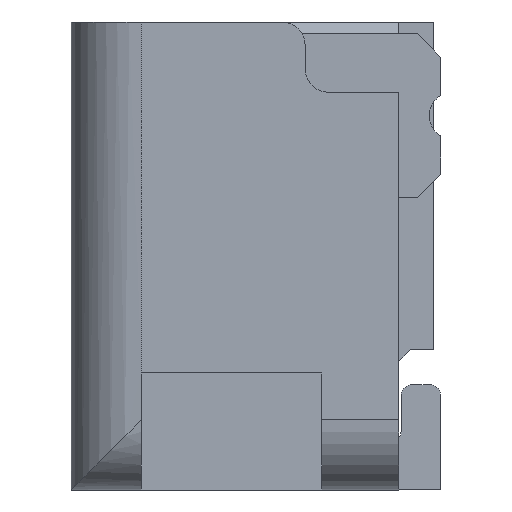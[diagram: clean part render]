
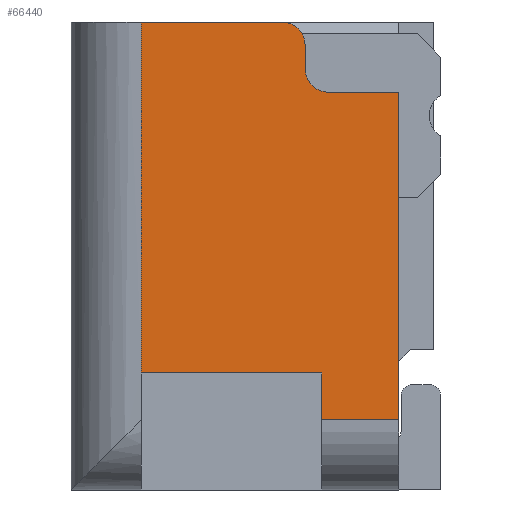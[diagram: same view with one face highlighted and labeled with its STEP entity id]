
A CAD part, left-side view. The second image highlights one B-rep face of the part: STEP entity #66440.
In plain terms, the highlighted planar face has unit normal (-1, 0, 0).
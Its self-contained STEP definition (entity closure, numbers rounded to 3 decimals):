
#31710=CARTESIAN_POINT('',(4.5,0.59,2.03));
#31720=VERTEX_POINT('',#31710);
#31750=CARTESIAN_POINT('',(4.5,0.,2.03));
#31760=DIRECTION('',(0.,1.,0.));
#31770=VECTOR('',#31760,1.);
#31780=LINE('',#31750,#31770);
#31790=CARTESIAN_POINT('',(4.5,1.19,2.03));
#31800=VERTEX_POINT('',#31790);
#31810=EDGE_CURVE('',#31720,#31800,#31780,.T.);
#40950=CARTESIAN_POINT('',(4.5,0.09,0.33));
#40960=VERTEX_POINT('',#40950);
#40990=CARTESIAN_POINT('',(4.5,0.09,0.));
#41000=DIRECTION('',(0.,0.,1.));
#41010=VECTOR('',#41000,1.);
#41020=LINE('',#40990,#41010);
#41030=CARTESIAN_POINT('',(4.5,0.09,1.73));
#41040=VERTEX_POINT('',#41030);
#41050=EDGE_CURVE('',#40960,#41040,#41020,.T.);
#43770=CARTESIAN_POINT('',(4.5,1.19,0.));
#43780=DIRECTION('',(0.,0.,-1.));
#43790=VECTOR('',#43780,1.);
#43800=LINE('',#43770,#43790);
#43810=CARTESIAN_POINT('',(4.5,1.19,0.53));
#43820=VERTEX_POINT('',#43810);
#43830=EDGE_CURVE('',#31800,#43820,#43800,.T.);
#64510=CARTESIAN_POINT('',(4.5,0.,0.53));
#64520=DIRECTION('',(0.,-1.,0.));
#64530=VECTOR('',#64520,1.);
#64540=LINE('',#64510,#64530);
#64550=CARTESIAN_POINT('',(4.5,0.42,0.53));
#64560=VERTEX_POINT('',#64550);
#64570=EDGE_CURVE('',#43820,#64560,#64540,.T.);
#65870=CARTESIAN_POINT('',(4.5,0.067,2.082));
#65880=DIRECTION('',(-1.,0.,0.));
#65890=DIRECTION('',(0.,1.,0.));
#65900=AXIS2_PLACEMENT_3D('',#65870,#65880,#65890);
#65910=PLANE('',#65900);
#65920=CARTESIAN_POINT('',(4.5,0.42,0.));
#65930=DIRECTION('',(0.,0.,-1.));
#65940=VECTOR('',#65930,1.);
#65950=LINE('',#65920,#65940);
#65960=CARTESIAN_POINT('',(4.5,0.42,0.33));
#65970=VERTEX_POINT('',#65960);
#65980=EDGE_CURVE('',#64560,#65970,#65950,.T.);
#65990=ORIENTED_EDGE('',*,*,#65980,.T.);
#66000=ORIENTED_EDGE('',*,*,#64570,.T.);
#66010=ORIENTED_EDGE('',*,*,#43830,.T.);
#66020=ORIENTED_EDGE('',*,*,#31810,.T.);
#66030=CARTESIAN_POINT('',(4.5,0.59,1.93));
#66040=DIRECTION('',(1.,0.,0.));
#66050=DIRECTION('',(0.,-1.,0.));
#66060=AXIS2_PLACEMENT_3D('',#66030,#66040,#66050);
#66070=CIRCLE('',#66060,0.1);
#66080=CARTESIAN_POINT('',(4.5,0.49,1.93));
#66090=VERTEX_POINT('',#66080);
#66100=EDGE_CURVE('',#31720,#66090,#66070,.T.);
#66110=ORIENTED_EDGE('',*,*,#66100,.F.);
#66120=CARTESIAN_POINT('',(4.5,0.49,0.));
#66130=DIRECTION('',(0.,0.,-1.));
#66140=VECTOR('',#66130,1.);
#66150=LINE('',#66120,#66140);
#66160=CARTESIAN_POINT('',(4.5,0.49,1.83));
#66170=VERTEX_POINT('',#66160);
#66180=EDGE_CURVE('',#66090,#66170,#66150,.T.);
#66190=ORIENTED_EDGE('',*,*,#66180,.F.);
#66200=CARTESIAN_POINT('',(4.5,0.39,1.83));
#66210=DIRECTION('',(-1.,0.,0.));
#66220=DIRECTION('',(0.,1.,0.));
#66230=AXIS2_PLACEMENT_3D('',#66200,#66210,#66220);
#66240=CIRCLE('',#66230,0.1);
#66250=CARTESIAN_POINT('',(4.5,0.39,1.73));
#66260=VERTEX_POINT('',#66250);
#66270=EDGE_CURVE('',#66170,#66260,#66240,.T.);
#66280=ORIENTED_EDGE('',*,*,#66270,.F.);
#66290=CARTESIAN_POINT('',(4.5,0.,1.73));
#66300=DIRECTION('',(0.,-1.,0.));
#66310=VECTOR('',#66300,1.);
#66320=LINE('',#66290,#66310);
#66330=EDGE_CURVE('',#66260,#41040,#66320,.T.);
#66340=ORIENTED_EDGE('',*,*,#66330,.F.);
#66350=ORIENTED_EDGE('',*,*,#41050,.T.);
#66360=CARTESIAN_POINT('',(4.5,0.,0.33));
#66370=DIRECTION('',(0.,-1.,0.));
#66380=VECTOR('',#66370,1.);
#66390=LINE('',#66360,#66380);
#66400=EDGE_CURVE('',#65970,#40960,#66390,.T.);
#66410=ORIENTED_EDGE('',*,*,#66400,.T.);
#66420=EDGE_LOOP('',(#66410,#66350,#66340,#66280,#66190,#66110,#66020,
#66010,#66000,#65990));
#66430=FACE_OUTER_BOUND('',#66420,.T.);
#66440=ADVANCED_FACE('',(#66430),#65910,.T.);
